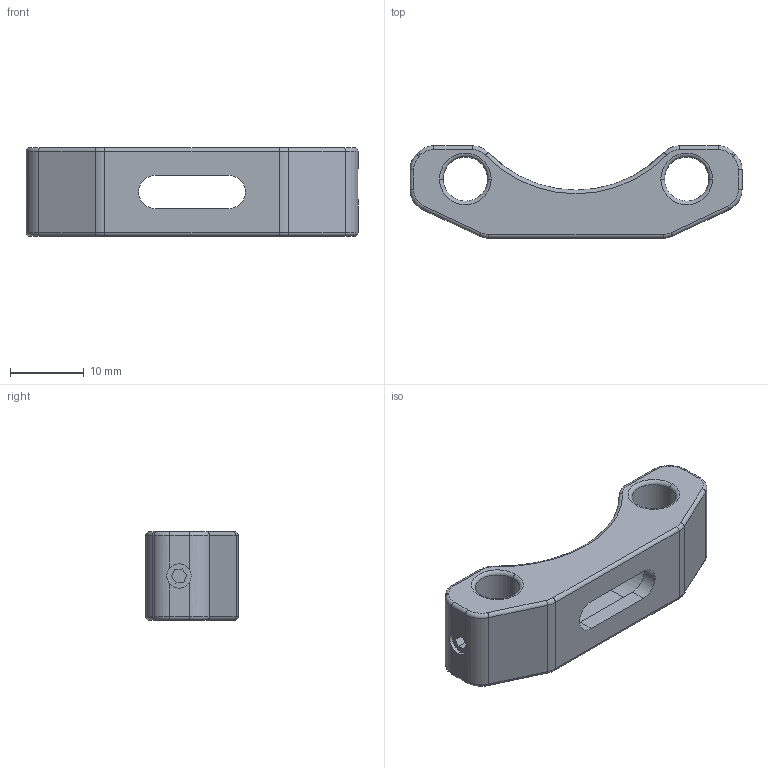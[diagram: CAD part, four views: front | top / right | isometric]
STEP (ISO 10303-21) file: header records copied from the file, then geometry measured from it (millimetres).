
FILE_DESCRIPTION (( 'STEP AP203' ), '1' );
FILE_NAME ('24CRH-30(M).STEP', '2026-03-03T02:34:08', ( '' ), ( '' ), 'SwSTEP 2.0', 'SolidWorks 2024', '' );
FILE_SCHEMA (( 'CONFIG_CONTROL_DESIGN' ));
Length unit declared in the file: millimetre
Products named in the file (1): 24CRH-30(M)
Bounding box: 45 x 12.5 x 12 mm (x, y, z)
Volume: 3356 mm3; surface area: 2795.3 mm2
Topology: 3 solids, 3 shells, 119 faces, 282 edges, 168 vertices
Faces by surface type: cylinder 45, plane 36, torus 30, cone 8
Entity records: 3695 total; most frequent: CARTESIAN_POINT 776, DIRECTION 652, ORIENTED_EDGE 564, EDGE_CURVE 282, AXIS2_PLACEMENT_3D 260, VERTEX_POINT 168, CIRCLE 140, LINE 132
